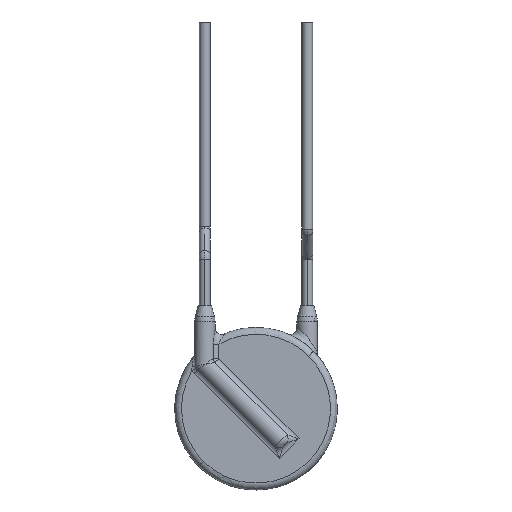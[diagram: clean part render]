
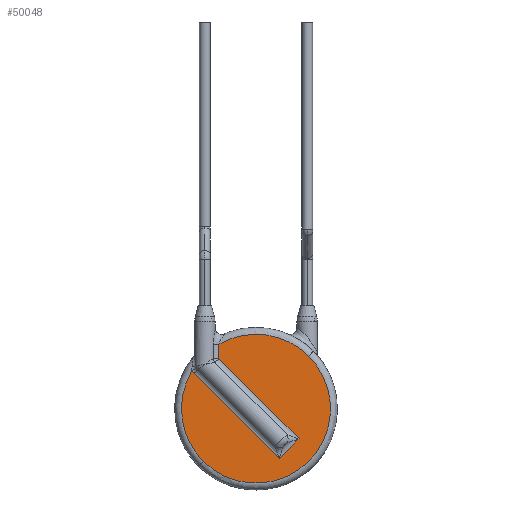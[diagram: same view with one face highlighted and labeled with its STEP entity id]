
A CAD part, front view. The second image highlights one B-rep face of the part: STEP entity #50048.
In plain terms, the highlighted face is planar.
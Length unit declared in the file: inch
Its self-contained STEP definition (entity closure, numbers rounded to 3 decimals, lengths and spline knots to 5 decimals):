
#1321 = EDGE_CURVE ( 'NONE', #56443, #40194, #62167, .T. ) ;
#1491 = AXIS2_PLACEMENT_3D ( 'NONE', #64559, #9213, #18700 ) ;
#3333 = CIRCLE ( 'NONE', #42052, 0.21457 ) ;
#5906 = ORIENTED_EDGE ( 'NONE', *, *, #1321, .T. ) ;
#6005 = LINE ( 'NONE', #22016, #56914 ) ;
#7395 = CARTESIAN_POINT ( 'NONE',  ( 0., 0.17087, 0. ) ) ;
#7439 = CARTESIAN_POINT ( 'NONE',  ( 0., 0.17087, 0. ) ) ;
#7748 = ORIENTED_EDGE ( 'NONE', *, *, #14287, .F. ) ;
#7815 = LINE ( 'NONE', #52038, #60378 ) ;
#8275 = VERTEX_POINT ( 'NONE', #17428 ) ;
#8407 = VECTOR ( 'NONE', #34720, 39.37008 ) ;
#9213 = DIRECTION ( 'NONE',  ( 0., 1., 0. ) ) ;
#10606 = VECTOR ( 'NONE', #43347, 39.37008 ) ;
#11099 = EDGE_CURVE ( 'NONE', #37490, #49647, #6005, .T. ) ;
#13224 = CARTESIAN_POINT ( 'NONE',  ( -0.08677, 0.17087, 0.12402 ) ) ;
#13333 = EDGE_CURVE ( 'NONE', #23116, #56443, #41793, .T. ) ;
#14287 = EDGE_CURVE ( 'NONE', #8275, #37490, #44571, .T. ) ;
#14483 = LINE ( 'NONE', #33192, #10606 ) ;
#17118 = DIRECTION ( 'NONE',  ( 0.707, 0., -0.707 ) ) ;
#17428 = CARTESIAN_POINT ( 'NONE',  ( -0.14405, 0.17087, 0.06674 ) ) ;
#18202 = AXIS2_PLACEMENT_3D ( 'NONE', #7439, #46437, #22504 ) ;
#18700 = DIRECTION ( 'NONE',  ( 0.707, 0., 0.707 ) ) ;
#19985 = FACE_OUTER_BOUND ( 'NONE', #22663, .T. ) ;
#22016 = CARTESIAN_POINT ( 'NONE',  ( -0.08677, 0.17087, 0.12402 ) ) ;
#22043 = DIRECTION ( 'NONE',  ( 0.51, 0., -0.86 ) ) ;
#22119 = DIRECTION ( 'NONE',  ( 0.51, 0., -0.86 ) ) ;
#22504 = DIRECTION ( 'NONE',  ( 0.51, 0., -0.86 ) ) ;
#22663 = EDGE_LOOP ( 'NONE', ( #26392, #47816, #46332, #5906, #47828, #38700, #30539, #7748 ) ) ;
#22982 = AXIS2_PLACEMENT_3D ( 'NONE', #27283, #56161, #22043 ) ;
#23116 = VERTEX_POINT ( 'NONE', #41887 ) ;
#23335 = CARTESIAN_POINT ( 'NONE',  ( 0.18591, 0.17087, -0.10713 ) ) ;
#26392 = ORIENTED_EDGE ( 'NONE', *, *, #61382, .F. ) ;
#27283 = CARTESIAN_POINT ( 'NONE',  ( 0., 0.17087, 0. ) ) ;
#27782 = CARTESIAN_POINT ( 'NONE',  ( 0.15172, 0.17087, 0.15172 ) ) ;
#28225 = CARTESIAN_POINT ( 'NONE',  ( 0.10856, 0.17087, -0.18411 ) ) ;
#28387 = EDGE_CURVE ( 'NONE', #51267, #23116, #60299, .T. ) ;
#29291 = VERTEX_POINT ( 'NONE', #23335 ) ;
#30539 = ORIENTED_EDGE ( 'NONE', *, *, #11099, .F. ) ;
#33166 = CARTESIAN_POINT ( 'NONE',  ( 0.10944, 0.17087, -0.18456 ) ) ;
#33192 = CARTESIAN_POINT ( 'NONE',  ( 0.14439, 0.17087, -0.10713 ) ) ;
#34720 = DIRECTION ( 'NONE',  ( 0.707, 0., 0.707 ) ) ;
#36546 = DIRECTION ( 'NONE',  ( 0., 1., 0. ) ) ;
#36923 = EDGE_CURVE ( 'NONE', #40194, #29291, #3333, .T. ) ;
#37490 = VERTEX_POINT ( 'NONE', #13224 ) ;
#37742 = CARTESIAN_POINT ( 'NONE',  ( 0.10191, 0.17087, -0.17921 ) ) ;
#38080 = CARTESIAN_POINT ( 'NONE',  ( 0.10307, 0.17087, -0.1803 ) ) ;
#38700 = ORIENTED_EDGE ( 'NONE', *, *, #53193, .F. ) ;
#38715 = CARTESIAN_POINT ( 'NONE',  ( 0.10487, 0.17087, -0.18174 ) ) ;
#40194 = VERTEX_POINT ( 'NONE', #27782 ) ;
#41793 = CIRCLE ( 'NONE', #22982, 0.21457 ) ;
#41887 = CARTESIAN_POINT ( 'NONE',  ( 0.10944, 0.17087, -0.18456 ) ) ;
#42052 = AXIS2_PLACEMENT_3D ( 'NONE', #7395, #36546, #22119 ) ;
#43347 = DIRECTION ( 'NONE',  ( 1., 0., 0. ) ) ;
#44434 = CARTESIAN_POINT ( 'NONE',  ( -0.15172, 0.17087, -0.15172 ) ) ;
#44571 = LINE ( 'NONE', #64537, #8407 ) ;
#46332 = ORIENTED_EDGE ( 'NONE', *, *, #13333, .T. ) ;
#46437 = DIRECTION ( 'NONE',  ( 0., 1., 0. ) ) ;
#47167 = CARTESIAN_POINT ( 'NONE',  ( 0.10134, 0.17087, -0.17865 ) ) ;
#47781 = DIRECTION ( 'NONE',  ( -0.707, 0., 0.707 ) ) ;
#47816 = ORIENTED_EDGE ( 'NONE', *, *, #28387, .T. ) ;
#47828 = ORIENTED_EDGE ( 'NONE', *, *, #36923, .T. ) ;
#48936 = CARTESIAN_POINT ( 'NONE',  ( 0.14439, 0.17087, -0.10713 ) ) ;
#49647 = VERTEX_POINT ( 'NONE', #48936 ) ;
#50048 = ADVANCED_FACE ( 'NONE', ( #19985 ), #50138, .T. ) ;
#50138 = PLANE ( 'NONE',  #1491 ) ;
#51267 = VERTEX_POINT ( 'NONE', #47167 ) ;
#52038 = CARTESIAN_POINT ( 'NONE',  ( 0.10134, 0.17087, -0.17865 ) ) ;
#53193 = EDGE_CURVE ( 'NONE', #49647, #29291, #14483, .T. ) ;
#56161 = DIRECTION ( 'NONE',  ( 0., 1., 0. ) ) ;
#56443 = VERTEX_POINT ( 'NONE', #44434 ) ;
#56914 = VECTOR ( 'NONE', #17118, 39.37008 ) ;
#57731 = CARTESIAN_POINT ( 'NONE',  ( 0.10694, 0.17087, -0.18318 ) ) ;
#60299 = B_SPLINE_CURVE_WITH_KNOTS ( 'NONE', 3,
 ( #63610, #37742, #38080, #38715, #57731, #28225, #33166 ),
 .UNSPECIFIED., .F., .F.,
 ( 4, 1, 1, 1, 4 ),
 ( 0., 0.25, 0.5, 0.75, 1. ),
 .UNSPECIFIED. ) ;
#60378 = VECTOR ( 'NONE', #47781, 39.37008 ) ;
#61382 = EDGE_CURVE ( 'NONE', #51267, #8275, #7815, .T. ) ;
#62167 = CIRCLE ( 'NONE', #18202, 0.21457 ) ;
#63610 = CARTESIAN_POINT ( 'NONE',  ( 0.10134, 0.17087, -0.17865 ) ) ;
#64537 = CARTESIAN_POINT ( 'NONE',  ( -0.14405, 0.17087, 0.06674 ) ) ;
#64559 = CARTESIAN_POINT ( 'NONE',  ( 0., 0.17087, 0. ) ) ;
